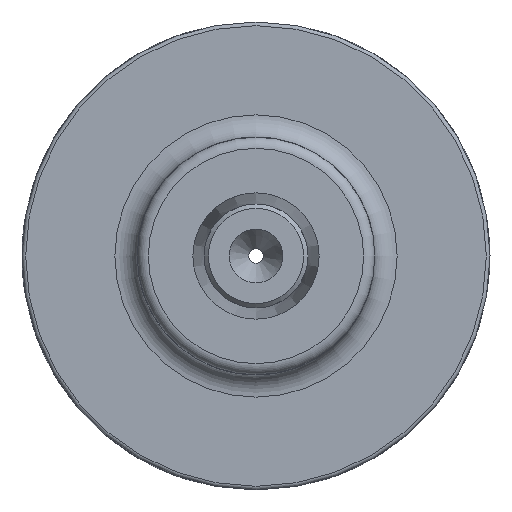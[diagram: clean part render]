
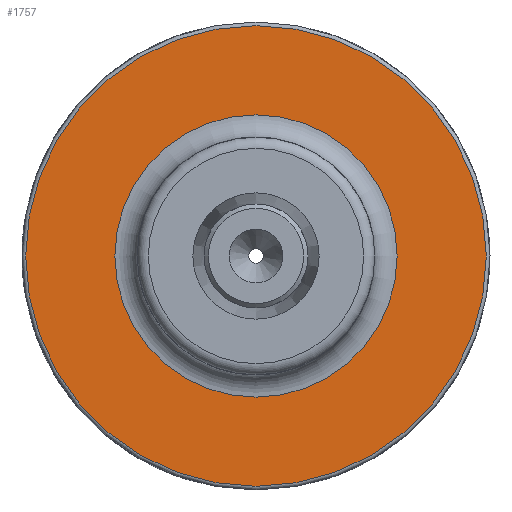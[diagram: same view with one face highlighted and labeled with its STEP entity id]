
A CAD part, left-side view. The second image highlights one B-rep face of the part: STEP entity #1757.
In plain terms, the highlighted planar face has unit normal (-1, 0, 0).
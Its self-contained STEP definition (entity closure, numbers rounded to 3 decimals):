
#754=CARTESIAN_POINT('',(-22.,0.0,19.));
#755=VERTEX_POINT('',#754);
#756=CARTESIAN_POINT('',(-22.,0.0,0.0));
#757=DIRECTION('',(-1.0,0.0,0.0));
#758=DIRECTION('',(0.0,0.0,1.0));
#759=AXIS2_PLACEMENT_3D('',#756,#757,#758);
#760=CIRCLE('',#759,19.);
#761=EDGE_CURVE('',#755,#755,#760,.T.);
#1738=CARTESIAN_POINT('',(-22.,31.5,0.0));
#1739=DIRECTION('',(-1.0,0.0,0.0));
#1740=DIRECTION('',(0.0,0.0,1.0));
#1741=AXIS2_PLACEMENT_3D('',#1738,#1739,#1740);
#1742=PLANE('',#1741);
#1743=CARTESIAN_POINT('',(-22.,31.,0.));
#1744=VERTEX_POINT('',#1743);
#1745=CARTESIAN_POINT('',(-22.,0.,0.0));
#1746=DIRECTION('',(1.0,0.0,0.0));
#1747=DIRECTION('',(0.0,-1.0,0.0));
#1748=AXIS2_PLACEMENT_3D('',#1745,#1746,#1747);
#1749=CIRCLE('',#1748,31.);
#1750=EDGE_CURVE('',#1744,#1744,#1749,.T.);
#1751=ORIENTED_EDGE('',*,*,#1750,.F.);
#1752=EDGE_LOOP('',(#1751));
#1753=FACE_OUTER_BOUND('',#1752,.T.);
#1754=ORIENTED_EDGE('',*,*,#761,.F.);
#1755=EDGE_LOOP('',(#1754));
#1756=FACE_BOUND('',#1755,.T.);
#1757=ADVANCED_FACE('',(#1753,#1756),#1742,.T.);
